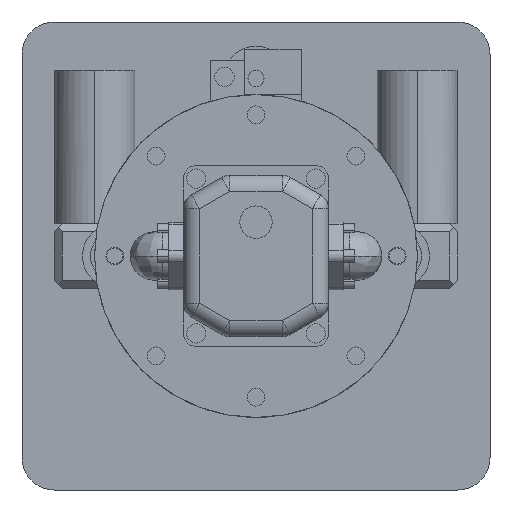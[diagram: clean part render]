
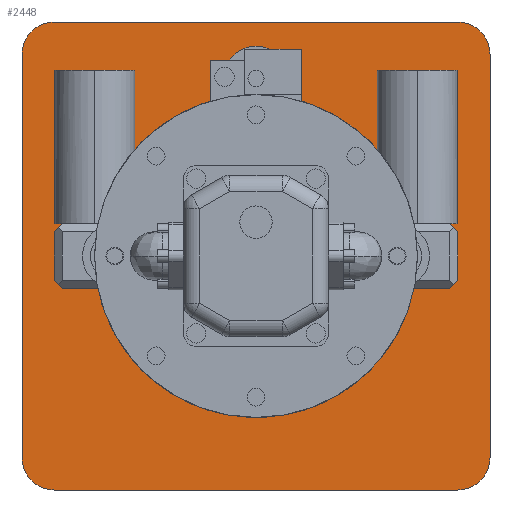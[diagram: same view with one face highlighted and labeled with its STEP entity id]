
A CAD part, left-side view. The second image highlights one B-rep face of the part: STEP entity #2448.
In plain terms, the highlighted planar face has unit normal (-1, 0, 0).
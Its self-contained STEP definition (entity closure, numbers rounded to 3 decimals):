
#2031=CARTESIAN_POINT('Vertex',(204.5,20.,110.)) ;
#2034=CARTESIAN_POINT('Axis2P3D Location',(204.5,0.,110.)) ;
#2038=CARTESIAN_POINT('Vertex',(204.5,-20.,110.)) ;
#2053=CARTESIAN_POINT('Axis2P3D Location',(204.5,0.,110.)) ;
#2074=CARTESIAN_POINT('Vertex',(204.5,120.,-20.)) ;
#2077=CARTESIAN_POINT('Line Origine',(204.5,96.142,-20.)) ;
#2081=CARTESIAN_POINT('Vertex',(204.5,72.284,-20.)) ;
#2101=CARTESIAN_POINT('Axis2P3D Location',(204.5,0.,0.)) ;
#2105=CARTESIAN_POINT('Vertex',(204.5,-72.284,-20.)) ;
#2120=CARTESIAN_POINT('Line Origine',(204.5,-96.142,-20.)) ;
#2124=CARTESIAN_POINT('Vertex',(204.5,-120.,-20.)) ;
#2144=CARTESIAN_POINT('Line Origine',(204.5,-122.5,-17.5)) ;
#2148=CARTESIAN_POINT('Vertex',(204.5,-125.,-15.)) ;
#2169=CARTESIAN_POINT('Line Origine',(204.5,-125.,0.)) ;
#2173=CARTESIAN_POINT('Vertex',(204.5,-125.,15.)) ;
#2193=CARTESIAN_POINT('Line Origine',(204.5,-122.5,17.5)) ;
#2197=CARTESIAN_POINT('Vertex',(204.5,-120.,20.)) ;
#2220=CARTESIAN_POINT('Line Origine',(204.5,-96.142,20.)) ;
#2224=CARTESIAN_POINT('Vertex',(204.5,-72.284,20.)) ;
#2243=CARTESIAN_POINT('Axis2P3D Location',(204.5,0.,0.)) ;
#2247=CARTESIAN_POINT('Vertex',(204.5,72.284,20.)) ;
#2267=CARTESIAN_POINT('Line Origine',(204.5,96.142,20.)) ;
#2271=CARTESIAN_POINT('Vertex',(204.5,120.,20.)) ;
#2295=CARTESIAN_POINT('Line Origine',(204.5,122.5,17.5)) ;
#2299=CARTESIAN_POINT('Vertex',(204.5,125.,15.)) ;
#2322=CARTESIAN_POINT('Line Origine',(204.5,125.,0.)) ;
#2326=CARTESIAN_POINT('Vertex',(204.5,125.,-15.)) ;
#2346=CARTESIAN_POINT('Line Origine',(204.5,122.5,-17.5)) ;
#2359=CARTESIAN_POINT('Axis2P3D Location',(204.5,0.,0.)) ;
#2364=CARTESIAN_POINT('Line Origine',(204.5,145.,0.)) ;
#2368=CARTESIAN_POINT('Vertex',(204.5,145.,125.)) ;
#2370=CARTESIAN_POINT('Vertex',(204.5,145.,-125.)) ;
#2373=CARTESIAN_POINT('Axis2P3D Location',(204.5,125.,-125.)) ;
#2377=CARTESIAN_POINT('Vertex',(204.5,125.,-145.)) ;
#2380=CARTESIAN_POINT('Line Origine',(204.5,0.,-145.)) ;
#2384=CARTESIAN_POINT('Vertex',(204.5,-125.,-145.)) ;
#2387=CARTESIAN_POINT('Axis2P3D Location',(204.5,-125.,-125.)) ;
#2391=CARTESIAN_POINT('Vertex',(204.5,-145.,-125.)) ;
#2394=CARTESIAN_POINT('Line Origine',(204.5,-145.,0.)) ;
#2398=CARTESIAN_POINT('Vertex',(204.5,-145.,125.)) ;
#2401=CARTESIAN_POINT('Axis2P3D Location',(204.5,-125.,125.)) ;
#2405=CARTESIAN_POINT('Vertex',(204.5,-125.,145.)) ;
#2408=CARTESIAN_POINT('Line Origine',(204.5,0.,145.)) ;
#2412=CARTESIAN_POINT('Vertex',(204.5,125.,145.)) ;
#2415=CARTESIAN_POINT('Axis2P3D Location',(204.5,125.,125.)) ;
#2035=DIRECTION('Axis2P3D Direction',(-1.,0.,0.)) ;
#2054=DIRECTION('Axis2P3D Direction',(-1.,0.,0.)) ;
#2078=DIRECTION('Vector Direction',(0.,1.,0.)) ;
#2102=DIRECTION('Axis2P3D Direction',(-1.,0.,0.)) ;
#2121=DIRECTION('Vector Direction',(0.,1.,0.)) ;
#2145=DIRECTION('Vector Direction',(0.,-0.707,0.707)) ;
#2170=DIRECTION('Vector Direction',(0.,0.,1.)) ;
#2194=DIRECTION('Vector Direction',(0.,-0.707,-0.707)) ;
#2221=DIRECTION('Vector Direction',(0.,-1.,0.)) ;
#2244=DIRECTION('Axis2P3D Direction',(-1.,0.,0.)) ;
#2268=DIRECTION('Vector Direction',(0.,-1.,0.)) ;
#2296=DIRECTION('Vector Direction',(0.,-0.707,0.707)) ;
#2323=DIRECTION('Vector Direction',(0.,0.,-1.)) ;
#2347=DIRECTION('Vector Direction',(0.,-0.707,-0.707)) ;
#2360=DIRECTION('Axis2P3D Direction',(-1.,0.,0.)) ;
#2361=DIRECTION('Axis2P3D XDirection',(0.,-1.,0.)) ;
#2365=DIRECTION('Vector Direction',(0.,0.,-1.)) ;
#2374=DIRECTION('Axis2P3D Direction',(-1.,0.,0.)) ;
#2381=DIRECTION('Vector Direction',(0.,1.,0.)) ;
#2388=DIRECTION('Axis2P3D Direction',(-1.,0.,0.)) ;
#2395=DIRECTION('Vector Direction',(0.,0.,1.)) ;
#2402=DIRECTION('Axis2P3D Direction',(-1.,0.,0.)) ;
#2409=DIRECTION('Vector Direction',(0.,-1.,0.)) ;
#2416=DIRECTION('Axis2P3D Direction',(-1.,0.,0.)) ;
#2036=AXIS2_PLACEMENT_3D('Circle Axis2P3D',#2034,#2035,$) ;
#2055=AXIS2_PLACEMENT_3D('Circle Axis2P3D',#2053,#2054,$) ;
#2103=AXIS2_PLACEMENT_3D('Circle Axis2P3D',#2101,#2102,$) ;
#2245=AXIS2_PLACEMENT_3D('Circle Axis2P3D',#2243,#2244,$) ;
#2362=AXIS2_PLACEMENT_3D('Plane Axis2P3D',#2359,#2360,#2361) ;
#2375=AXIS2_PLACEMENT_3D('Circle Axis2P3D',#2373,#2374,$) ;
#2389=AXIS2_PLACEMENT_3D('Circle Axis2P3D',#2387,#2388,$) ;
#2403=AXIS2_PLACEMENT_3D('Circle Axis2P3D',#2401,#2402,$) ;
#2417=AXIS2_PLACEMENT_3D('Circle Axis2P3D',#2415,#2416,$) ;
#2421=ORIENTED_EDGE('',*,*,#2372,.T.) ;
#2422=ORIENTED_EDGE('',*,*,#2379,.F.) ;
#2423=ORIENTED_EDGE('',*,*,#2386,.T.) ;
#2424=ORIENTED_EDGE('',*,*,#2393,.F.) ;
#2425=ORIENTED_EDGE('',*,*,#2400,.T.) ;
#2426=ORIENTED_EDGE('',*,*,#2407,.F.) ;
#2427=ORIENTED_EDGE('',*,*,#2414,.T.) ;
#2428=ORIENTED_EDGE('',*,*,#2419,.F.) ;
#2431=ORIENTED_EDGE('',*,*,#2350,.F.) ;
#2432=ORIENTED_EDGE('',*,*,#2328,.F.) ;
#2433=ORIENTED_EDGE('',*,*,#2301,.F.) ;
#2434=ORIENTED_EDGE('',*,*,#2273,.F.) ;
#2435=ORIENTED_EDGE('',*,*,#2249,.F.) ;
#2436=ORIENTED_EDGE('',*,*,#2226,.F.) ;
#2437=ORIENTED_EDGE('',*,*,#2199,.F.) ;
#2438=ORIENTED_EDGE('',*,*,#2175,.F.) ;
#2439=ORIENTED_EDGE('',*,*,#2150,.F.) ;
#2440=ORIENTED_EDGE('',*,*,#2126,.F.) ;
#2441=ORIENTED_EDGE('',*,*,#2107,.F.) ;
#2442=ORIENTED_EDGE('',*,*,#2083,.F.) ;
#2445=ORIENTED_EDGE('',*,*,#2057,.F.) ;
#2446=ORIENTED_EDGE('',*,*,#2040,.F.) ;
#2443=FACE_BOUND('',#2430,.T.) ;
#2447=FACE_BOUND('',#2444,.T.) ;
#2079=VECTOR('Line Direction',#2078,1.) ;
#2122=VECTOR('Line Direction',#2121,1.) ;
#2146=VECTOR('Line Direction',#2145,1.) ;
#2171=VECTOR('Line Direction',#2170,1.) ;
#2195=VECTOR('Line Direction',#2194,1.) ;
#2222=VECTOR('Line Direction',#2221,1.) ;
#2269=VECTOR('Line Direction',#2268,1.) ;
#2297=VECTOR('Line Direction',#2296,1.) ;
#2324=VECTOR('Line Direction',#2323,1.) ;
#2348=VECTOR('Line Direction',#2347,1.) ;
#2366=VECTOR('Line Direction',#2365,1.) ;
#2382=VECTOR('Line Direction',#2381,1.) ;
#2396=VECTOR('Line Direction',#2395,1.) ;
#2410=VECTOR('Line Direction',#2409,1.) ;
#2448=ADVANCED_FACE('PartBody',(#2429,#2443,#2447),#2363,.T.) ;
#2037=CIRCLE('generated circle',#2036,20.) ;
#2056=CIRCLE('generated circle',#2055,20.) ;
#2104=CIRCLE('generated circle',#2103,75.) ;
#2246=CIRCLE('generated circle',#2245,75.) ;
#2376=CIRCLE('generated circle',#2375,20.) ;
#2390=CIRCLE('generated circle',#2389,20.) ;
#2404=CIRCLE('generated circle',#2403,20.) ;
#2418=CIRCLE('generated circle',#2417,20.) ;
#2040=EDGE_CURVE('',#2032,#2039,#2037,.T.) ;
#2057=EDGE_CURVE('',#2039,#2032,#2056,.T.) ;
#2083=EDGE_CURVE('',#2075,#2082,#2080,.F.) ;
#2107=EDGE_CURVE('',#2082,#2106,#2104,.T.) ;
#2126=EDGE_CURVE('',#2106,#2125,#2123,.F.) ;
#2150=EDGE_CURVE('',#2125,#2149,#2147,.T.) ;
#2175=EDGE_CURVE('',#2149,#2174,#2172,.T.) ;
#2199=EDGE_CURVE('',#2174,#2198,#2196,.F.) ;
#2226=EDGE_CURVE('',#2198,#2225,#2223,.F.) ;
#2249=EDGE_CURVE('',#2225,#2248,#2246,.T.) ;
#2273=EDGE_CURVE('',#2248,#2272,#2270,.F.) ;
#2301=EDGE_CURVE('',#2272,#2300,#2298,.F.) ;
#2328=EDGE_CURVE('',#2300,#2327,#2325,.T.) ;
#2350=EDGE_CURVE('',#2327,#2075,#2349,.T.) ;
#2372=EDGE_CURVE('',#2369,#2371,#2367,.T.) ;
#2379=EDGE_CURVE('',#2378,#2371,#2376,.F.) ;
#2386=EDGE_CURVE('',#2378,#2385,#2383,.F.) ;
#2393=EDGE_CURVE('',#2392,#2385,#2390,.F.) ;
#2400=EDGE_CURVE('',#2392,#2399,#2397,.T.) ;
#2407=EDGE_CURVE('',#2406,#2399,#2404,.F.) ;
#2414=EDGE_CURVE('',#2406,#2413,#2411,.F.) ;
#2419=EDGE_CURVE('',#2369,#2413,#2418,.F.) ;
#2420=EDGE_LOOP('',(#2421,#2422,#2423,#2424,#2425,#2426,#2427,#2428)) ;
#2430=EDGE_LOOP('',(#2431,#2432,#2433,#2434,#2435,#2436,#2437,#2438,#2439,#2440,#2441,#2442)) ;
#2444=EDGE_LOOP('',(#2445,#2446)) ;
#2429=FACE_OUTER_BOUND('',#2420,.T.) ;
#2080=LINE('Line',#2077,#2079) ;
#2123=LINE('Line',#2120,#2122) ;
#2147=LINE('Line',#2144,#2146) ;
#2172=LINE('Line',#2169,#2171) ;
#2196=LINE('Line',#2193,#2195) ;
#2223=LINE('Line',#2220,#2222) ;
#2270=LINE('Line',#2267,#2269) ;
#2298=LINE('Line',#2295,#2297) ;
#2325=LINE('Line',#2322,#2324) ;
#2349=LINE('Line',#2346,#2348) ;
#2367=LINE('Line',#2364,#2366) ;
#2383=LINE('Line',#2380,#2382) ;
#2397=LINE('Line',#2394,#2396) ;
#2411=LINE('Line',#2408,#2410) ;
#2363=PLANE('',#2362) ;
#2032=VERTEX_POINT('',#2031) ;
#2039=VERTEX_POINT('',#2038) ;
#2075=VERTEX_POINT('',#2074) ;
#2082=VERTEX_POINT('',#2081) ;
#2106=VERTEX_POINT('',#2105) ;
#2125=VERTEX_POINT('',#2124) ;
#2149=VERTEX_POINT('',#2148) ;
#2174=VERTEX_POINT('',#2173) ;
#2198=VERTEX_POINT('',#2197) ;
#2225=VERTEX_POINT('',#2224) ;
#2248=VERTEX_POINT('',#2247) ;
#2272=VERTEX_POINT('',#2271) ;
#2300=VERTEX_POINT('',#2299) ;
#2327=VERTEX_POINT('',#2326) ;
#2369=VERTEX_POINT('',#2368) ;
#2371=VERTEX_POINT('',#2370) ;
#2378=VERTEX_POINT('',#2377) ;
#2385=VERTEX_POINT('',#2384) ;
#2392=VERTEX_POINT('',#2391) ;
#2399=VERTEX_POINT('',#2398) ;
#2406=VERTEX_POINT('',#2405) ;
#2413=VERTEX_POINT('',#2412) ;
